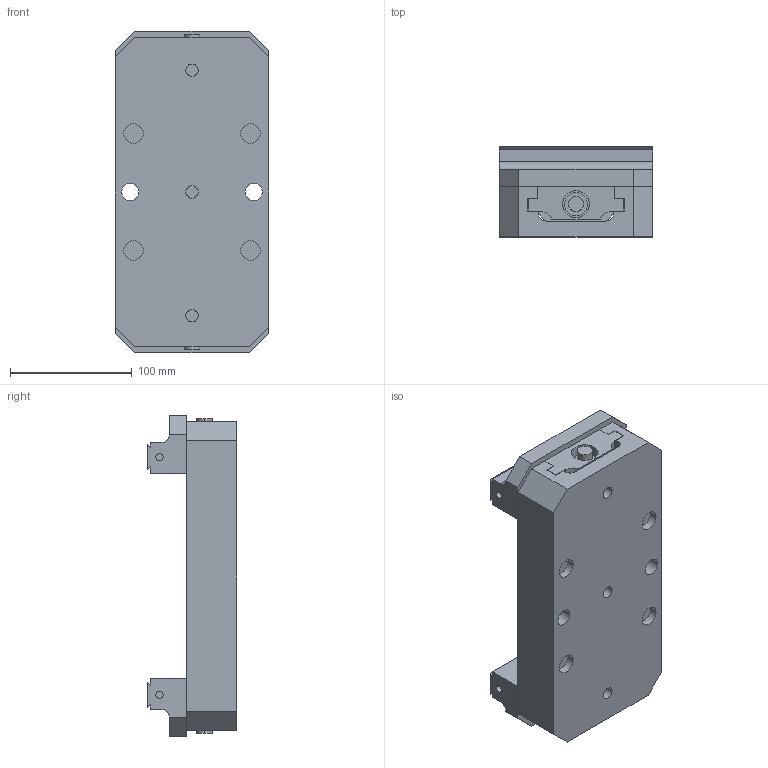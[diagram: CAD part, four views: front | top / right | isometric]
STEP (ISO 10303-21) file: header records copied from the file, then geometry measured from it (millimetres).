
FILE_DESCRIPTION (( 'STEP AP214' ), '1' );
FILE_NAME ('D_V510X.STEP', '2020-06-01T19:23:44', ( '' ), ( '' ), 'SwSTEP 2.0', 'SolidWorks 2018', '' );
FILE_SCHEMA (( 'AUTOMOTIVE_DESIGN' ));
Length unit declared in the file: millimetre
Products named in the file (4): D_V510M-1; D_V562X-2; D_V562X-5; D_V510X
Assembly tree (5 placements, depth 2):
  D_V510X
    D_V510M-1
    D_V562X-2  x2
    D_V562X-5  x2
Bounding box: 125.73 x 73.64 x 264.01 mm (x, y, z)
Volume: 1224796 mm3; surface area: 219590.9 mm2
Topology: 5 solids, 5 shells, 305 faces, 718 edges, 476 vertices
Faces by surface type: plane 167, cylinder 138
Entity records: 6279 total; most frequent: DIRECTION 1021, CARTESIAN_POINT 986, ORIENTED_EDGE 914, EDGE_CURVE 457, AXIS2_PLACEMENT_3D 369, VERTEX_POINT 302, VECTOR 283, LINE 283
